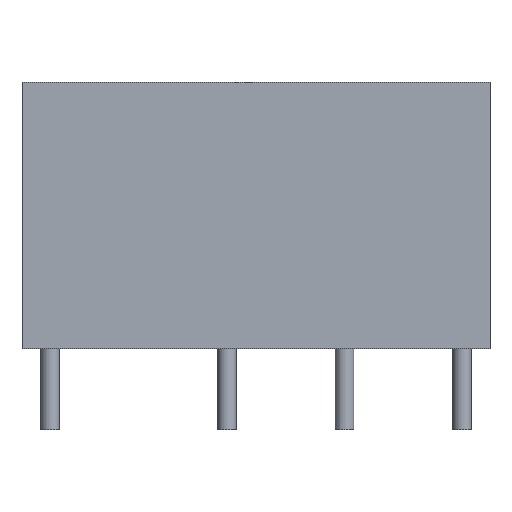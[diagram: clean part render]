
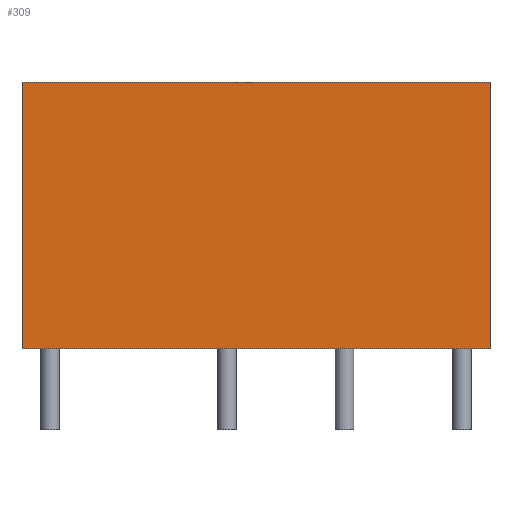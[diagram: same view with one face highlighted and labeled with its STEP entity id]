
A CAD part, top view. The second image highlights one B-rep face of the part: STEP entity #309.
In plain terms, the highlighted planar face has unit normal (0, 0, 1).
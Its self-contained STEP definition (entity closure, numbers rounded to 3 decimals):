
#55=FACE_OUTER_BOUND('',#85,.T.);
#85=EDGE_LOOP('',(#215,#216,#217,#218));
#115=LINE('',#525,#135);
#116=LINE('',#527,#136);
#117=LINE('',#529,#137);
#118=LINE('',#530,#138);
#135=VECTOR('',#411,10.);
#136=VECTOR('',#412,10.);
#137=VECTOR('',#413,10.);
#138=VECTOR('',#414,10.);
#155=VERTEX_POINT('',#523);
#156=VERTEX_POINT('',#524);
#157=VERTEX_POINT('',#526);
#158=VERTEX_POINT('',#528);
#179=EDGE_CURVE('',#155,#156,#115,.T.);
#180=EDGE_CURVE('',#156,#157,#116,.T.);
#181=EDGE_CURVE('',#158,#157,#117,.T.);
#182=EDGE_CURVE('',#155,#158,#118,.T.);
#215=ORIENTED_EDGE('',*,*,#179,.T.);
#216=ORIENTED_EDGE('',*,*,#180,.T.);
#217=ORIENTED_EDGE('',*,*,#181,.F.);
#218=ORIENTED_EDGE('',*,*,#182,.F.);
#287=PLANE('',#361);
#309=ADVANCED_FACE('',(#55),#287,.T.);
#361=AXIS2_PLACEMENT_3D('',#522,#409,#410);
#409=DIRECTION('center_axis',(0.,0.,1.));
#410=DIRECTION('ref_axis',(1.,0.,0.));
#411=DIRECTION('',(1.,0.,0.));
#412=DIRECTION('',(0.,1.,0.));
#413=DIRECTION('',(1.,0.,0.));
#414=DIRECTION('',(0.,1.,0.));
#522=CARTESIAN_POINT('Origin',(-10.1,0.,4.9));
#523=CARTESIAN_POINT('',(-10.1,0.,4.9));
#524=CARTESIAN_POINT('',(10.1,0.,4.9));
#525=CARTESIAN_POINT('',(-10.1,0.,4.9));
#526=CARTESIAN_POINT('',(10.1,11.5,4.9));
#527=CARTESIAN_POINT('',(10.1,0.,4.9));
#528=CARTESIAN_POINT('',(-10.1,11.5,4.9));
#529=CARTESIAN_POINT('',(-10.1,11.5,4.9));
#530=CARTESIAN_POINT('',(-10.1,0.,4.9));
